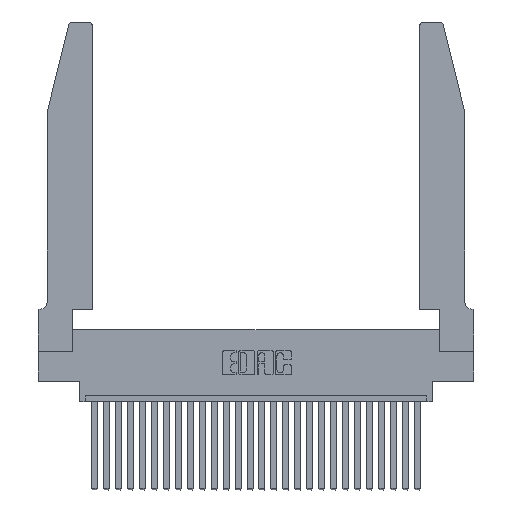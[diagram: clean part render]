
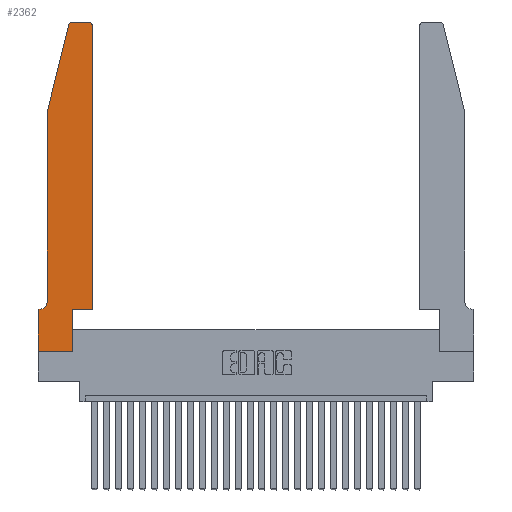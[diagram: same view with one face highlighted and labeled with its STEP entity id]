
A CAD part, top view. The second image highlights one B-rep face of the part: STEP entity #2362.
In plain terms, the highlighted planar face has unit normal (0, 0, 1).
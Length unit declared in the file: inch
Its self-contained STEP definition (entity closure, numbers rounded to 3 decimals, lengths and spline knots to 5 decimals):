
#267 = LINE ( 'NONE', #6974, #19632 ) ;
#476 = EDGE_CURVE ( 'NONE', #9610, #5042, #267, .T. ) ;
#543 = CARTESIAN_POINT ( 'NONE',  ( 0.0055, 0.35, 0.37 ) ) ;
#1014 = ORIENTED_EDGE ( 'NONE', *, *, #8123, .T. ) ;
#1169 = DIRECTION ( 'NONE',  ( 1., 0., 0. ) ) ;
#1355 = ORIENTED_EDGE ( 'NONE', *, *, #476, .T. ) ;
#1365 = DIRECTION ( 'NONE',  ( -1., 0., 0. ) ) ;
#1876 = AXIS2_PLACEMENT_3D ( 'NONE', #4746, #6791, #21797 ) ;
#2237 = CIRCLE ( 'NONE', #5014, 0.03 ) ;
#2295 = EDGE_CURVE ( 'NONE', #21232, #21724, #17212, .T. ) ;
#2362 = ADVANCED_FACE ( 'NONE', ( #4888 ), #19552, .T. ) ;
#2632 = ORIENTED_EDGE ( 'NONE', *, *, #15174, .T. ) ;
#3002 = CARTESIAN_POINT ( 'NONE',  ( 0.284, 2.72, 0.37 ) ) ;
#3053 = LINE ( 'NONE', #22604, #25067 ) ;
#3322 = DIRECTION ( 'NONE',  ( 0., -1., 0. ) ) ;
#3630 = EDGE_CURVE ( 'NONE', #20198, #16239, #19288, .T. ) ;
#3651 = CARTESIAN_POINT ( 'NONE',  ( 0.284, 2.75, 0.37 ) ) ;
#3875 = CARTESIAN_POINT ( 'NONE',  ( 0.25487, 2.72718, 0.37 ) ) ;
#4079 = EDGE_CURVE ( 'NONE', #21724, #19361, #6597, .T. ) ;
#4210 = EDGE_CURVE ( 'NONE', #19361, #27381, #25273, .T. ) ;
#4371 = ORIENTED_EDGE ( 'NONE', *, *, #14112, .T. ) ;
#4495 = CARTESIAN_POINT ( 'NONE',  ( 0.4505, 0.35, 0.37 ) ) ;
#4746 = CARTESIAN_POINT ( 'NONE',  ( 0., 0.35, 0.37 ) ) ;
#4856 = CARTESIAN_POINT ( 'NONE',  ( 0.2865, 0., 0.37 ) ) ;
#4888 = FACE_OUTER_BOUND ( 'NONE', #14726, .T. ) ;
#4965 = CARTESIAN_POINT ( 'NONE',  ( 0.0755, 2., 0.37 ) ) ;
#5014 = AXIS2_PLACEMENT_3D ( 'NONE', #18684, #10518, #27182 ) ;
#5042 = VERTEX_POINT ( 'NONE', #6195 ) ;
#5626 = CARTESIAN_POINT ( 'NONE',  ( 0.2865, 0.35, 0.37 ) ) ;
#5729 = LINE ( 'NONE', #4965, #17058 ) ;
#5855 = ORIENTED_EDGE ( 'NONE', *, *, #10539, .T. ) ;
#6027 = AXIS2_PLACEMENT_3D ( 'NONE', #3002, #20057, #9441 ) ;
#6195 = CARTESIAN_POINT ( 'NONE',  ( 0.0755, 0.42, 0.37 ) ) ;
#6384 = ORIENTED_EDGE ( 'NONE', *, *, #3630, .T. ) ;
#6597 = LINE ( 'NONE', #22876, #11602 ) ;
#6791 = DIRECTION ( 'NONE',  ( 0., 0., 1. ) ) ;
#6974 = CARTESIAN_POINT ( 'NONE',  ( 0.0755, 2., 0.37 ) ) ;
#7049 = DIRECTION ( 'NONE',  ( 0., 0., -1. ) ) ;
#7217 = VECTOR ( 'NONE', #24261, 39.37008 ) ;
#7387 = DIRECTION ( 'NONE',  ( -0.239, -0.971, 0. ) ) ;
#7717 = ORIENTED_EDGE ( 'NONE', *, *, #10671, .T. ) ;
#8123 = EDGE_CURVE ( 'NONE', #5042, #17372, #16748, .T. ) ;
#8325 = EDGE_CURVE ( 'NONE', #16239, #9610, #5729, .T. ) ;
#9344 = CARTESIAN_POINT ( 'NONE',  ( 0., 0., 0.37 ) ) ;
#9441 = DIRECTION ( 'NONE',  ( 1., 0., 0. ) ) ;
#9610 = VERTEX_POINT ( 'NONE', #17499 ) ;
#9618 = CARTESIAN_POINT ( 'NONE',  ( 0.2605, 2.75, 0.37 ) ) ;
#9702 = DIRECTION ( 'NONE',  ( -1., 0., 0. ) ) ;
#10137 = DIRECTION ( 'NONE',  ( 0., 1., 0. ) ) ;
#10518 = DIRECTION ( 'NONE',  ( 0., 0., 1. ) ) ;
#10539 = EDGE_CURVE ( 'NONE', #17372, #12440, #20611, .T. ) ;
#10634 = VECTOR ( 'NONE', #9702, 39.37008 ) ;
#10671 = EDGE_CURVE ( 'NONE', #21650, #24206, #2237, .T. ) ;
#10824 = LINE ( 'NONE', #9618, #25140 ) ;
#11602 = VECTOR ( 'NONE', #10137, 39.37008 ) ;
#11737 = CARTESIAN_POINT ( 'NONE',  ( 0.0755, 0.35, 0.37 ) ) ;
#12440 = VERTEX_POINT ( 'NONE', #17824 ) ;
#12446 = ORIENTED_EDGE ( 'NONE', *, *, #2295, .T. ) ;
#12646 = CARTESIAN_POINT ( 'NONE',  ( 0.4505, 0.35, 0.37 ) ) ;
#13015 = CARTESIAN_POINT ( 'NONE',  ( 0.4505, 0.35, 0.37 ) ) ;
#13883 = VECTOR ( 'NONE', #1169, 39.37008 ) ;
#14112 = EDGE_CURVE ( 'NONE', #12440, #21232, #3053, .T. ) ;
#14199 = ORIENTED_EDGE ( 'NONE', *, *, #27134, .T. ) ;
#14726 = EDGE_LOOP ( 'NONE', ( #14199, #6384, #21723, #1355, #1014, #5855, #4371, #12446, #20967, #24620, #2632, #7717 ) ) ;
#15174 = EDGE_CURVE ( 'NONE', #27381, #21650, #24992, .T. ) ;
#15329 = CARTESIAN_POINT ( 'NONE',  ( 0.0055, 0.42, 0.37 ) ) ;
#16239 = VERTEX_POINT ( 'NONE', #3875 ) ;
#16311 = CARTESIAN_POINT ( 'NONE',  ( 0.4205, 2.75, 0.37 ) ) ;
#16748 = CIRCLE ( 'NONE', #24454, 0.07 ) ;
#17058 = VECTOR ( 'NONE', #7387, 39.37008 ) ;
#17212 = LINE ( 'NONE', #9344, #7217 ) ;
#17372 = VERTEX_POINT ( 'NONE', #543 ) ;
#17499 = CARTESIAN_POINT ( 'NONE',  ( 0.0755, 2., 0.37 ) ) ;
#17824 = CARTESIAN_POINT ( 'NONE',  ( 0., 0.35, 0.37 ) ) ;
#18684 = CARTESIAN_POINT ( 'NONE',  ( 0.4205, 2.72, 0.37 ) ) ;
#19182 = DIRECTION ( 'NONE',  ( 0., 1., 0. ) ) ;
#19288 = CIRCLE ( 'NONE', #6027, 0.03 ) ;
#19301 = VECTOR ( 'NONE', #19182, 39.37008 ) ;
#19361 = VERTEX_POINT ( 'NONE', #5626 ) ;
#19552 = PLANE ( 'NONE',  #1876 ) ;
#19632 = VECTOR ( 'NONE', #23764, 39.37008 ) ;
#19682 = CARTESIAN_POINT ( 'NONE',  ( 0., 0., 0.37 ) ) ;
#20057 = DIRECTION ( 'NONE',  ( 0., 0., 1. ) ) ;
#20097 = DIRECTION ( 'NONE',  ( -1., 0., 0. ) ) ;
#20198 = VERTEX_POINT ( 'NONE', #3651 ) ;
#20611 = LINE ( 'NONE', #11737, #10634 ) ;
#20967 = ORIENTED_EDGE ( 'NONE', *, *, #4079, .T. ) ;
#21232 = VERTEX_POINT ( 'NONE', #19682 ) ;
#21650 = VERTEX_POINT ( 'NONE', #21719 ) ;
#21719 = CARTESIAN_POINT ( 'NONE',  ( 0.4505, 2.72, 0.37 ) ) ;
#21723 = ORIENTED_EDGE ( 'NONE', *, *, #8325, .T. ) ;
#21724 = VERTEX_POINT ( 'NONE', #4856 ) ;
#21797 = DIRECTION ( 'NONE',  ( 1., 0., 0. ) ) ;
#22604 = CARTESIAN_POINT ( 'NONE',  ( 0., 0., 0.37 ) ) ;
#22876 = CARTESIAN_POINT ( 'NONE',  ( 0.2865, 0.35, 0.37 ) ) ;
#23764 = DIRECTION ( 'NONE',  ( 0., -1., 0. ) ) ;
#24206 = VERTEX_POINT ( 'NONE', #16311 ) ;
#24261 = DIRECTION ( 'NONE',  ( 1., 0., 0. ) ) ;
#24454 = AXIS2_PLACEMENT_3D ( 'NONE', #15329, #7049, #20097 ) ;
#24620 = ORIENTED_EDGE ( 'NONE', *, *, #4210, .T. ) ;
#24992 = LINE ( 'NONE', #13015, #19301 ) ;
#25067 = VECTOR ( 'NONE', #3322, 39.37008 ) ;
#25140 = VECTOR ( 'NONE', #1365, 39.37008 ) ;
#25273 = LINE ( 'NONE', #4495, #13883 ) ;
#27134 = EDGE_CURVE ( 'NONE', #24206, #20198, #10824, .T. ) ;
#27182 = DIRECTION ( 'NONE',  ( 1., 0., 0. ) ) ;
#27381 = VERTEX_POINT ( 'NONE', #12646 ) ;
